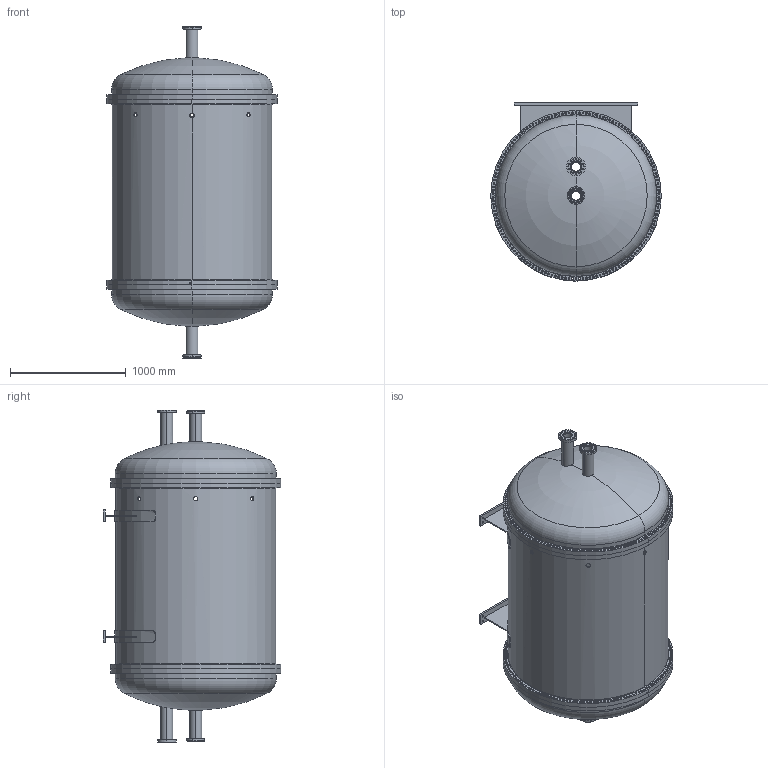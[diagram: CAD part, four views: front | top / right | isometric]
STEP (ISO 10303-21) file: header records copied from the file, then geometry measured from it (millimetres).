
FILE_DESCRIPTION(('CoCreate Modeling STEP Export'),'2;1');
FILE_NAME('press_vessel_12cm_Cu_15bar.stp','2011-11-07T 6:08:35',(''),(''),'CoCreate Modeling STEP processor for AP214 (Solid Model)','CoCreate Modeling 16.00A 16-Aug-2008 (C) Parametric Technology GmbH','');
FILE_SCHEMA(('AUTOMOTIVE_DESIGN { 1 0 10303 214 1 1 1 1 }'));
Length unit declared in the file: millimetre
Products named in the file (12): tracking_head_O_ring; nozzle_auxiliary; nozzle_central; flange_aux; CF_6in_mdc_110026; head_weldment.1; pad; plate; base; support; main_vessel_bolt_flange_Oring; pv
Assembly tree (13 placements, depth 3):
  pv
    main_vessel_bolt_flange_Oring
    support  x2
      base
      plate
      pad
    head_weldment.1  x2
      CF_6in_mdc_110026
      flange_aux
      nozzle_central
      nozzle_auxiliary
      tracking_head_O_ring
Bounding box: 1470 x 1535 x 2864.27 mm (x, y, z)
Volume: 175181940.4 mm3; surface area: 28926749.1 mm2
Topology: 17 solids, 17 shells, 2610 faces, 7435 edges, 4874 vertices
Faces by surface type: cylinder 2250, cone 168, plane 90, torus 88, sphere 14
Entity records: 72687 total; most frequent: CARTESIAN_POINT 23939, ORIENTED_EDGE 10834, DIRECTION 7347, EDGE_CURVE 5417, VERTEX_POINT 3567, EDGE_LOOP 3512, AXIS2_PLACEMENT_3D 2768, FACE_OUTER_BOUND 1876
